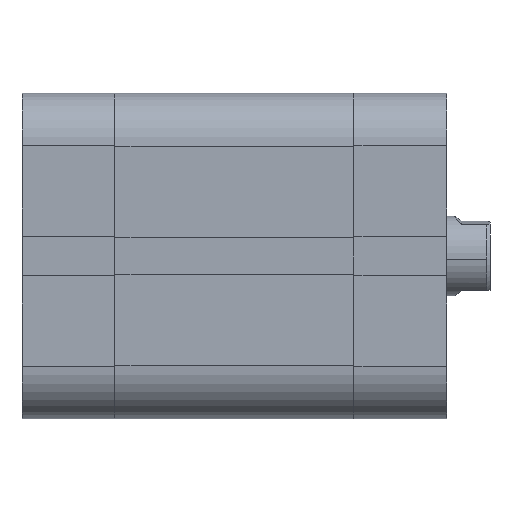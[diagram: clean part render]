
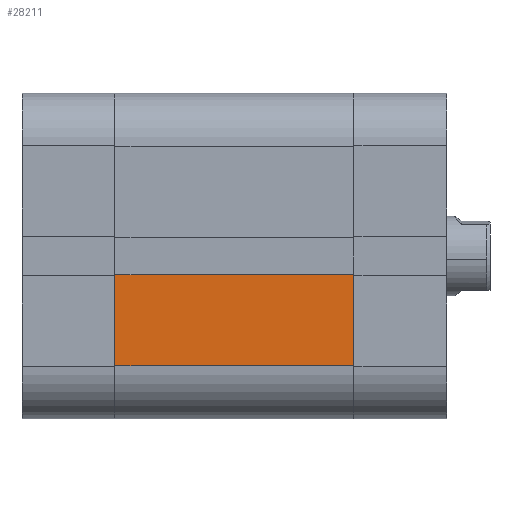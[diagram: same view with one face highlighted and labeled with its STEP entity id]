
A CAD part, front view. The second image highlights one B-rep face of the part: STEP entity #28211.
In plain terms, the highlighted planar face has unit normal (0, -1, 0).
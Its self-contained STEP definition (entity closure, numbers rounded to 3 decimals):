
#1336 = VERTEX_POINT ( 'NONE', #10883 ) ;
#1503 = VECTOR ( 'NONE', #1533, 1000. ) ;
#1521 = DIRECTION ( 'NONE',  ( 0., 0., -1. ) ) ;
#1533 = DIRECTION ( 'NONE',  ( 1., 0., 0. ) ) ;
#1603 = FACE_OUTER_BOUND ( 'NONE', #27853, .T. ) ;
#1926 = DIRECTION ( 'NONE',  ( -1., 0., 0. ) ) ;
#1959 = DIRECTION ( 'NONE',  ( 0., 1., 0. ) ) ;
#2196 = CARTESIAN_POINT ( 'NONE',  ( 0., -24.5, -16.5 ) ) ;
#6853 = DIRECTION ( 'NONE',  ( 0., 0., 1. ) ) ;
#6952 = LINE ( 'NONE', #14785, #1503 ) ;
#8627 = CARTESIAN_POINT ( 'NONE',  ( 36., -24.5, -2.8 ) ) ;
#10108 = LINE ( 'NONE', #12380, #31226 ) ;
#10883 = CARTESIAN_POINT ( 'NONE',  ( 0., -24.5, -2.8 ) ) ;
#10919 = CARTESIAN_POINT ( 'NONE',  ( 36., -24.5, -16.5 ) ) ;
#11310 = LINE ( 'NONE', #24005, #27231 ) ;
#11990 = LINE ( 'NONE', #19978, #15038 ) ;
#12380 = CARTESIAN_POINT ( 'NONE',  ( 36.001, -24.5, -2.8 ) ) ;
#14785 = CARTESIAN_POINT ( 'NONE',  ( 36., -24.5, -16.5 ) ) ;
#15038 = VECTOR ( 'NONE', #1521, 1000. ) ;
#18810 = VERTEX_POINT ( 'NONE', #2196 ) ;
#19941 = ORIENTED_EDGE ( 'NONE', *, *, #20297, .F. ) ;
#19978 = CARTESIAN_POINT ( 'NONE',  ( 0., -24.5, -24.5 ) ) ;
#20064 = ORIENTED_EDGE ( 'NONE', *, *, #31594, .T. ) ;
#20297 = EDGE_CURVE ( 'NONE', #32337, #21855, #11310, .T. ) ;
#20519 = EDGE_CURVE ( 'NONE', #1336, #18810, #11990, .T. ) ;
#20956 = ORIENTED_EDGE ( 'NONE', *, *, #28585, .T. ) ;
#21855 = VERTEX_POINT ( 'NONE', #10919 ) ;
#22903 = AXIS2_PLACEMENT_3D ( 'NONE', #28390, #1959, #6853 ) ;
#24005 = CARTESIAN_POINT ( 'NONE',  ( 36., -24.5, -24.5 ) ) ;
#27231 = VECTOR ( 'NONE', #31967, 1000. ) ;
#27853 = EDGE_LOOP ( 'NONE', ( #20956, #34234, #20064, #19941 ) ) ;
#28211 = ADVANCED_FACE ( 'NONE', ( #1603 ), #33740, .F. ) ;
#28390 = CARTESIAN_POINT ( 'NONE',  ( 36., -24.5, -24.5 ) ) ;
#28585 = EDGE_CURVE ( 'NONE', #32337, #1336, #10108, .T. ) ;
#31226 = VECTOR ( 'NONE', #1926, 1000. ) ;
#31594 = EDGE_CURVE ( 'NONE', #18810, #21855, #6952, .T. ) ;
#31967 = DIRECTION ( 'NONE',  ( 0., 0., -1. ) ) ;
#32337 = VERTEX_POINT ( 'NONE', #8627 ) ;
#33740 = PLANE ( 'NONE',  #22903 ) ;
#34234 = ORIENTED_EDGE ( 'NONE', *, *, #20519, .T. ) ;
